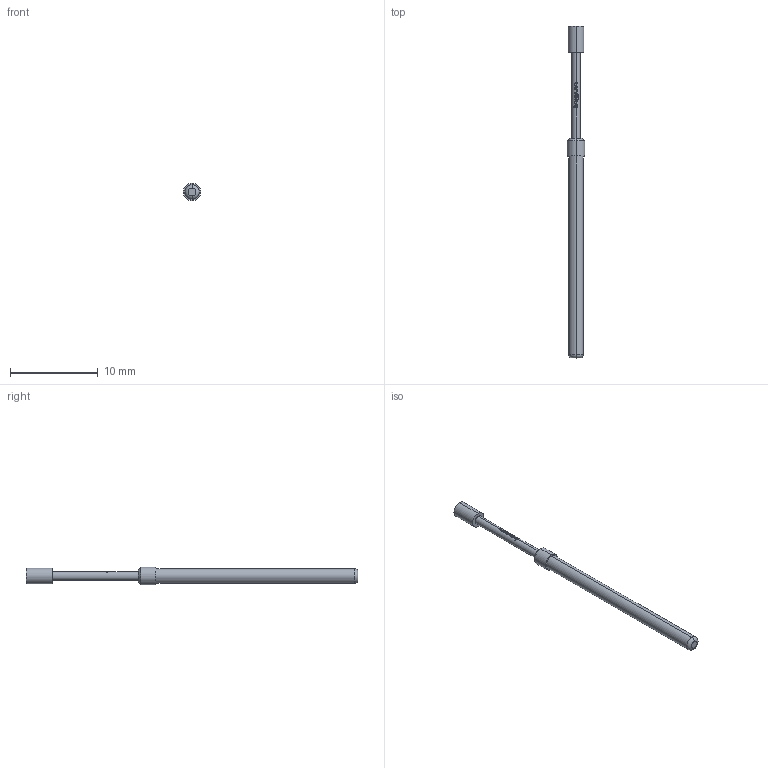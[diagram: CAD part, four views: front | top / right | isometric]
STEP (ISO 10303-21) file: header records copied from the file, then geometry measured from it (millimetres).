
FILE_DESCRIPTION (( 'STEP AP203' ), '1' );
FILE_NAME ('INGUN_GKS-412_303_180_A_xx02.STEP', '2022-02-01T11:27:35', ( 'ochi' ), ( '' ), 'SwSTEP 2.0', 'SolidWorks 2018', '' );
FILE_SCHEMA (( 'CONFIG_CONTROL_DESIGN' ));
Length unit declared in the file: millimetre
Products named in the file (1): INGUN_GKS-412_303_180_A_xx02
Bounding box: 2 x 37.8 x 2 mm (x, y, z)
Volume: 69.7 mm3; surface area: 188.4 mm2
Topology: 1 solids, 1 shells, 90 faces, 249 edges, 163 vertices
Faces by surface type: plane 44, bspline 22, cylinder 18, cone 4, torus 2
Entity records: 3210 total; most frequent: CARTESIAN_POINT 1001, ORIENTED_EDGE 494, DIRECTION 379, EDGE_CURVE 247, VERTEX_POINT 163, AXIS2_PLACEMENT_3D 149, EDGE_LOOP 94, ADVANCED_FACE 90
